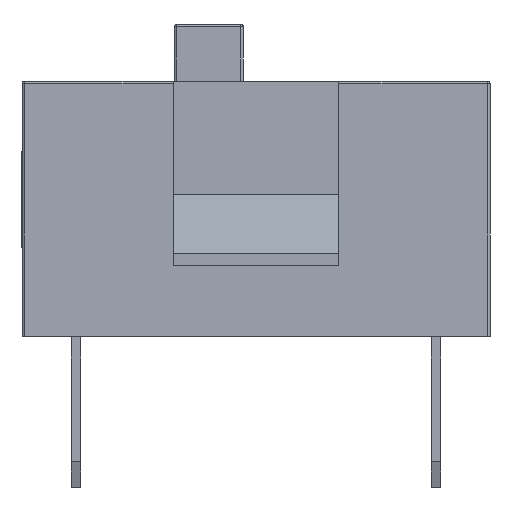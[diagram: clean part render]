
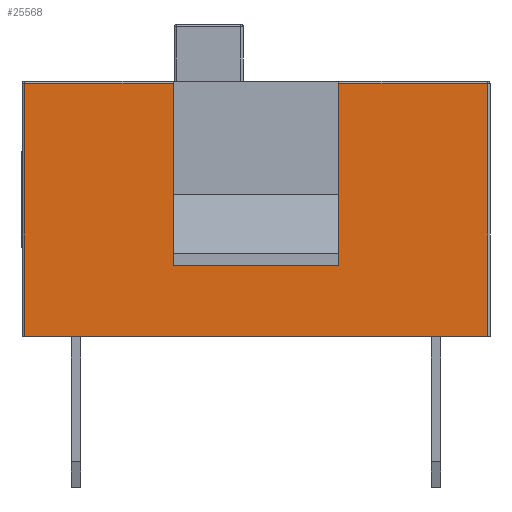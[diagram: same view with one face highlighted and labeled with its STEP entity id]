
A CAD part, left-side view. The second image highlights one B-rep face of the part: STEP entity #25568.
In plain terms, the highlighted planar face has unit normal (-1, 0, 0).
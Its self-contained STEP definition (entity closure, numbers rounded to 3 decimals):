
#335 = VERTEX_POINT ( 'NONE', #39309 ) ;
#731 = VECTOR ( 'NONE', #34902, 1000. ) ;
#1707 = VERTEX_POINT ( 'NONE', #7505 ) ;
#1974 = CARTESIAN_POINT ( 'NONE',  ( -10.94, -1.75, 5.4 ) ) ;
#1999 = CARTESIAN_POINT ( 'NONE',  ( -10.94, 4.9, 0.05 ) ) ;
#2391 = AXIS2_PLACEMENT_3D ( 'NONE', #40821, #15343, #37889 ) ;
#3798 = VECTOR ( 'NONE', #24272, 1000. ) ;
#5500 = VECTOR ( 'NONE', #8204, 1000. ) ;
#5741 = CARTESIAN_POINT ( 'NONE',  ( -10.94, -1.75, 1.55 ) ) ;
#7374 = EDGE_CURVE ( 'NONE', #1707, #30626, #40565, .T. ) ;
#7505 = CARTESIAN_POINT ( 'NONE',  ( -10.94, -4.9, 0.05 ) ) ;
#8204 = DIRECTION ( 'NONE',  ( 0., -1., 0. ) ) ;
#8476 = CARTESIAN_POINT ( 'NONE',  ( -10.94, 1.75, 5.4 ) ) ;
#8543 = CARTESIAN_POINT ( 'NONE',  ( -10.94, 4.95, 5.4 ) ) ;
#8835 = VECTOR ( 'NONE', #10801, 1000. ) ;
#9071 = EDGE_CURVE ( 'NONE', #30626, #15687, #39544, .T. ) ;
#9174 = ORIENTED_EDGE ( 'NONE', *, *, #34237, .T. ) ;
#9253 = ORIENTED_EDGE ( 'NONE', *, *, #33112, .F. ) ;
#10740 = EDGE_CURVE ( 'NONE', #20293, #22352, #26838, .T. ) ;
#10801 = DIRECTION ( 'NONE',  ( 0., -1., 0. ) ) ;
#11212 = LINE ( 'NONE', #17284, #8835 ) ;
#11623 = DIRECTION ( 'NONE',  ( 0., 1., 0. ) ) ;
#12684 = EDGE_CURVE ( 'NONE', #34341, #1707, #11212, .T. ) ;
#14097 = EDGE_CURVE ( 'NONE', #33536, #335, #14350, .T. ) ;
#14350 = LINE ( 'NONE', #8543, #15656 ) ;
#15237 = VECTOR ( 'NONE', #28957, 1000. ) ;
#15343 = DIRECTION ( 'NONE',  ( 1., 0., 0. ) ) ;
#15656 = VECTOR ( 'NONE', #11623, 1000. ) ;
#15687 = VERTEX_POINT ( 'NONE', #1974 ) ;
#17284 = CARTESIAN_POINT ( 'NONE',  ( -10.94, 4.95, 0.05 ) ) ;
#17832 = FACE_OUTER_BOUND ( 'NONE', #23189, .T. ) ;
#18045 = PLANE ( 'NONE',  #2391 ) ;
#19419 = CARTESIAN_POINT ( 'NONE',  ( -10.94, -4.9, 5.4 ) ) ;
#20293 = VERTEX_POINT ( 'NONE', #40018 ) ;
#20487 = DIRECTION ( 'NONE',  ( 0., 1., 0. ) ) ;
#20683 = CARTESIAN_POINT ( 'NONE',  ( -10.94, -1.75, 5.4 ) ) ;
#20807 = ORIENTED_EDGE ( 'NONE', *, *, #12684, .T. ) ;
#22352 = VERTEX_POINT ( 'NONE', #5741 ) ;
#23172 = VECTOR ( 'NONE', #40823, 1000. ) ;
#23189 = EDGE_LOOP ( 'NONE', ( #20807, #29996, #27490, #9253, #31860, #33829, #31644, #9174 ) ) ;
#24272 = DIRECTION ( 'NONE',  ( 0., 0., 1. ) ) ;
#25568 = ADVANCED_FACE ( 'NONE', ( #17832 ), #18045, .F. ) ;
#26838 = LINE ( 'NONE', #39500, #5500 ) ;
#27490 = ORIENTED_EDGE ( 'NONE', *, *, #9071, .T. ) ;
#28092 = CARTESIAN_POINT ( 'NONE',  ( -10.94, -4.9, 5.45 ) ) ;
#28153 = CARTESIAN_POINT ( 'NONE',  ( -10.94, 1.75, 5.45 ) ) ;
#28360 = LINE ( 'NONE', #28153, #23172 ) ;
#28957 = DIRECTION ( 'NONE',  ( 0., 0., -1. ) ) ;
#29475 = EDGE_CURVE ( 'NONE', #33536, #20293, #28360, .T. ) ;
#29996 = ORIENTED_EDGE ( 'NONE', *, *, #7374, .T. ) ;
#30626 = VERTEX_POINT ( 'NONE', #19419 ) ;
#31644 = ORIENTED_EDGE ( 'NONE', *, *, #14097, .T. ) ;
#31860 = ORIENTED_EDGE ( 'NONE', *, *, #10740, .F. ) ;
#32025 = VECTOR ( 'NONE', #20487, 1000. ) ;
#32470 = CARTESIAN_POINT ( 'NONE',  ( -10.94, 4.9, 5.45 ) ) ;
#32971 = CARTESIAN_POINT ( 'NONE',  ( -10.94, -1.75, 5.45 ) ) ;
#33112 = EDGE_CURVE ( 'NONE', #22352, #15687, #36694, .T. ) ;
#33536 = VERTEX_POINT ( 'NONE', #8476 ) ;
#33829 = ORIENTED_EDGE ( 'NONE', *, *, #29475, .F. ) ;
#34237 = EDGE_CURVE ( 'NONE', #335, #34341, #35362, .T. ) ;
#34341 = VERTEX_POINT ( 'NONE', #1999 ) ;
#34902 = DIRECTION ( 'NONE',  ( 0., 0., 1. ) ) ;
#35362 = LINE ( 'NONE', #32470, #15237 ) ;
#36694 = LINE ( 'NONE', #32971, #3798 ) ;
#37889 = DIRECTION ( 'NONE',  ( 0., 1., 0. ) ) ;
#39309 = CARTESIAN_POINT ( 'NONE',  ( -10.94, 4.9, 5.4 ) ) ;
#39500 = CARTESIAN_POINT ( 'NONE',  ( -10.94, 1.75, 1.55 ) ) ;
#39544 = LINE ( 'NONE', #20683, #32025 ) ;
#40018 = CARTESIAN_POINT ( 'NONE',  ( -10.94, 1.75, 1.55 ) ) ;
#40565 = LINE ( 'NONE', #28092, #731 ) ;
#40821 = CARTESIAN_POINT ( 'NONE',  ( -10.94, 4.95, 5.45 ) ) ;
#40823 = DIRECTION ( 'NONE',  ( 0., 0., -1. ) ) ;
